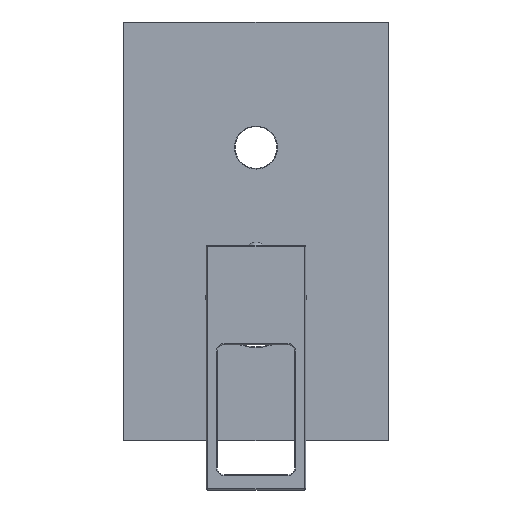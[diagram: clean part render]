
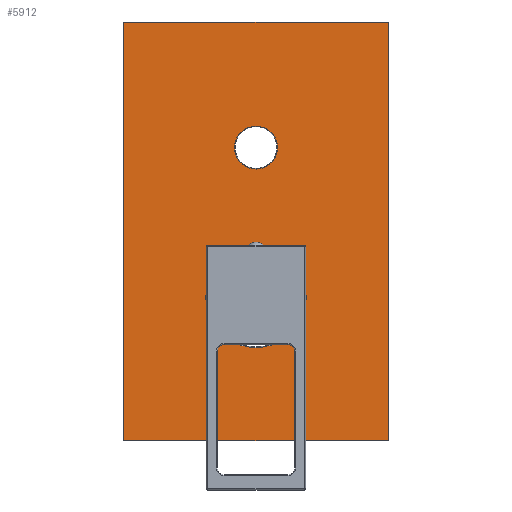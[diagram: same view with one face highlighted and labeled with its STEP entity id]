
A CAD part, top view. The second image highlights one B-rep face of the part: STEP entity #5912.
In plain terms, the highlighted planar face has unit normal (0, 0, 1).
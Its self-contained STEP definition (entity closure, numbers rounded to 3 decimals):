
#4858=DIRECTION('',(0.,1.,0.));
#4859=VECTOR('',#4858,190.);
#4860=CARTESIAN_POINT('',(60.,-66.,-2.));
#4861=LINE('',#4860,#4859);
#4862=DIRECTION('',(1.,0.,0.));
#4863=VECTOR('',#4862,120.);
#4864=CARTESIAN_POINT('',(-60.,-66.,-2.));
#4865=LINE('',#4864,#4863);
#4866=DIRECTION('',(0.,-1.,0.));
#4867=VECTOR('',#4866,190.);
#4868=CARTESIAN_POINT('',(-60.,124.,-2.));
#4869=LINE('',#4868,#4867);
#4870=DIRECTION('',(-1.,0.,0.));
#4871=VECTOR('',#4870,120.);
#4872=CARTESIAN_POINT('',(60.,124.,-2.));
#4873=LINE('',#4872,#4871);
#4874=CARTESIAN_POINT('',(0.,-1.,-2.));
#4875=DIRECTION('',(0.,0.,-1.));
#4876=DIRECTION('',(-1.,0.,0.));
#4877=AXIS2_PLACEMENT_3D('',#4874,#4875,#4876);
#4879=CARTESIAN_POINT('',(0.,-1.,-2.));
#4880=DIRECTION('',(0.,0.,-1.));
#4881=DIRECTION('',(1.,0.,0.));
#4882=AXIS2_PLACEMENT_3D('',#4879,#4880,#4881);
#4884=CARTESIAN_POINT('',(0.,67.,-2.));
#4885=DIRECTION('',(0.,0.,-1.));
#4886=DIRECTION('',(-1.,0.,0.));
#4887=AXIS2_PLACEMENT_3D('',#4884,#4885,#4886);
#4889=CARTESIAN_POINT('',(0.,67.,-2.));
#4890=DIRECTION('',(0.,0.,-1.));
#4891=DIRECTION('',(1.,0.,0.));
#4892=AXIS2_PLACEMENT_3D('',#4889,#4890,#4891);
#5218=CARTESIAN_POINT('',(-22.8,-1.,-2.));
#5219=CARTESIAN_POINT('',(22.8,-1.,-2.));
#5220=VERTEX_POINT('',#5218);
#5221=VERTEX_POINT('',#5219);
#5222=CARTESIAN_POINT('',(-9.75,67.,-2.));
#5223=CARTESIAN_POINT('',(9.75,67.,-2.));
#5224=VERTEX_POINT('',#5222);
#5225=VERTEX_POINT('',#5223);
#5226=CARTESIAN_POINT('',(60.,-66.,-2.));
#5227=CARTESIAN_POINT('',(60.,124.,-2.));
#5228=VERTEX_POINT('',#5226);
#5229=VERTEX_POINT('',#5227);
#5230=CARTESIAN_POINT('',(-60.,124.,-2.));
#5231=VERTEX_POINT('',#5230);
#5232=CARTESIAN_POINT('',(-60.,-66.,-2.));
#5233=VERTEX_POINT('',#5232);
#5889=CARTESIAN_POINT('',(0.,29.,-2.));
#5890=DIRECTION('',(0.,0.,1.));
#5891=DIRECTION('',(-1.,0.,0.));
#5892=AXIS2_PLACEMENT_3D('',#5889,#5890,#5891);
#5893=PLANE('',#5892);
#5894=ORIENTED_EDGE('',*,*,#5709,.F.);
#5895=ORIENTED_EDGE('',*,*,#5817,.F.);
#5896=ORIENTED_EDGE('',*,*,#5552,.F.);
#5897=ORIENTED_EDGE('',*,*,#5600,.F.);
#5898=EDGE_LOOP('',(#5894,#5895,#5896,#5897));
#5899=FACE_OUTER_BOUND('',#5898,.F.);
#5901=ORIENTED_EDGE('',*,*,#5900,.F.);
#5903=ORIENTED_EDGE('',*,*,#5902,.F.);
#5904=EDGE_LOOP('',(#5901,#5903));
#5905=FACE_BOUND('',#5904,.F.);
#5907=ORIENTED_EDGE('',*,*,#5906,.F.);
#5909=ORIENTED_EDGE('',*,*,#5908,.F.);
#5910=EDGE_LOOP('',(#5907,#5909));
#5911=FACE_BOUND('',#5910,.F.);
#5912=ADVANCED_FACE('',(#5899,#5905,#5911),#5893,.T.);
#4878=CIRCLE('',#4877,22.8);
#4883=CIRCLE('',#4882,22.8);
#4888=CIRCLE('',#4887,9.75);
#4893=CIRCLE('',#4892,9.75);
#5552=EDGE_CURVE('',#5231,#5233,#4869,.T.);
#5600=EDGE_CURVE('',#5229,#5231,#4873,.T.);
#5709=EDGE_CURVE('',#5228,#5229,#4861,.T.);
#5817=EDGE_CURVE('',#5233,#5228,#4865,.T.);
#5900=EDGE_CURVE('',#5220,#5221,#4878,.T.);
#5902=EDGE_CURVE('',#5221,#5220,#4883,.T.);
#5906=EDGE_CURVE('',#5224,#5225,#4888,.T.);
#5908=EDGE_CURVE('',#5225,#5224,#4893,.T.);
